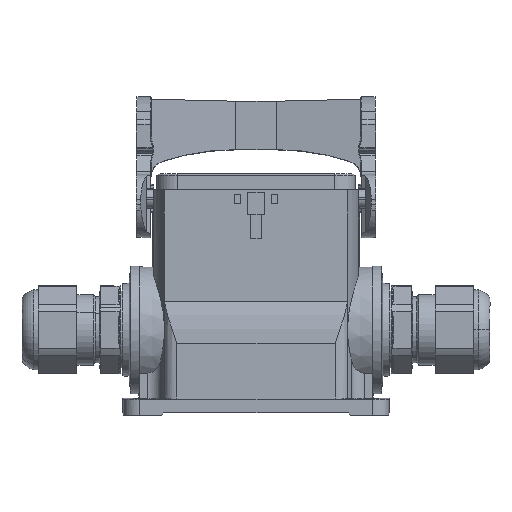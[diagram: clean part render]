
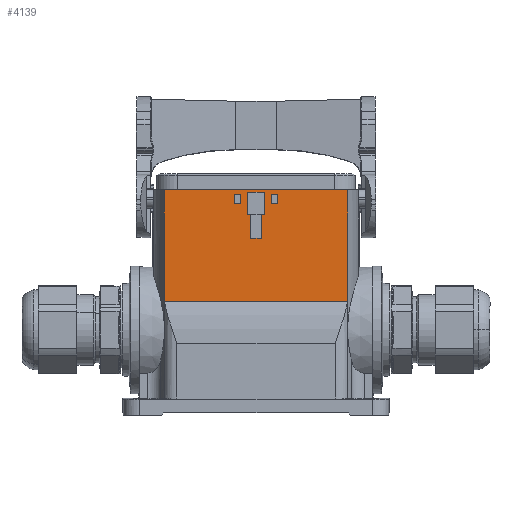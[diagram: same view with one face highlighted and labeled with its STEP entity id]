
A CAD part, front view. The second image highlights one B-rep face of the part: STEP entity #4139.
In plain terms, the highlighted planar face has unit normal (0, -1, 0).
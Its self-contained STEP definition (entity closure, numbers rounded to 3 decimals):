
#3340=FACE_BOUND('',#5985,.T.);
#3341=FACE_BOUND('',#5986,.T.);
#3342=FACE_BOUND('',#5987,.T.);
#3343=FACE_BOUND('',#5988,.T.);
#4139=ADVANCED_FACE('',(#3340,#3341,#3342,#3343),#4813,.T.);
#4813=PLANE('',#18455);
#5985=EDGE_LOOP('',(#7792,#7793,#7794,#7795));
#5986=EDGE_LOOP('',(#7796,#7797,#7798,#7799));
#5987=EDGE_LOOP('',(#7800,#7801,#7802,#7803,#7804,#7805,#7806,#7807));
#5988=EDGE_LOOP('',(#7808,#7809,#7810,#7811));
#7792=ORIENTED_EDGE('',*,*,#12715,.F.);
#7793=ORIENTED_EDGE('',*,*,#12716,.F.);
#7794=ORIENTED_EDGE('',*,*,#12717,.F.);
#7795=ORIENTED_EDGE('',*,*,#12718,.F.);
#7796=ORIENTED_EDGE('',*,*,#12719,.F.);
#7797=ORIENTED_EDGE('',*,*,#12720,.T.);
#7798=ORIENTED_EDGE('',*,*,#12601,.T.);
#7799=ORIENTED_EDGE('',*,*,#12721,.T.);
#7800=ORIENTED_EDGE('',*,*,#12722,.T.);
#7801=ORIENTED_EDGE('',*,*,#12723,.T.);
#7802=ORIENTED_EDGE('',*,*,#12724,.T.);
#7803=ORIENTED_EDGE('',*,*,#12725,.T.);
#7804=ORIENTED_EDGE('',*,*,#12726,.T.);
#7805=ORIENTED_EDGE('',*,*,#12727,.T.);
#7806=ORIENTED_EDGE('',*,*,#12728,.T.);
#7807=ORIENTED_EDGE('',*,*,#12729,.T.);
#7808=ORIENTED_EDGE('',*,*,#12730,.F.);
#7809=ORIENTED_EDGE('',*,*,#12731,.F.);
#7810=ORIENTED_EDGE('',*,*,#12732,.F.);
#7811=ORIENTED_EDGE('',*,*,#12733,.F.);
#11079=VERTEX_POINT('',#25199);
#11080=VERTEX_POINT('',#25201);
#11166=VERTEX_POINT('',#25542);
#11167=VERTEX_POINT('',#25543);
#11168=VERTEX_POINT('',#25545);
#11169=VERTEX_POINT('',#25547);
#11170=VERTEX_POINT('',#25550);
#11171=VERTEX_POINT('',#25551);
#11172=VERTEX_POINT('',#25555);
#11173=VERTEX_POINT('',#25556);
#11174=VERTEX_POINT('',#25558);
#11175=VERTEX_POINT('',#25560);
#11176=VERTEX_POINT('',#25562);
#11177=VERTEX_POINT('',#25564);
#11178=VERTEX_POINT('',#25566);
#11179=VERTEX_POINT('',#25568);
#11180=VERTEX_POINT('',#25571);
#11181=VERTEX_POINT('',#25572);
#11182=VERTEX_POINT('',#25574);
#11183=VERTEX_POINT('',#25576);
#12601=EDGE_CURVE('',#11080,#11079,#15480,.T.);
#12715=EDGE_CURVE('',#11166,#11167,#15539,.T.);
#12716=EDGE_CURVE('',#11168,#11166,#15540,.T.);
#12717=EDGE_CURVE('',#11169,#11168,#15541,.T.);
#12718=EDGE_CURVE('',#11167,#11169,#15542,.T.);
#12719=EDGE_CURVE('',#11170,#11171,#15543,.T.);
#12720=EDGE_CURVE('',#11170,#11080,#15544,.T.);
#12721=EDGE_CURVE('',#11079,#11171,#15545,.T.);
#12722=EDGE_CURVE('',#11172,#11173,#15546,.T.);
#12723=EDGE_CURVE('',#11173,#11174,#15547,.T.);
#12724=EDGE_CURVE('',#11174,#11175,#15548,.T.);
#12725=EDGE_CURVE('',#11175,#11176,#15549,.T.);
#12726=EDGE_CURVE('',#11176,#11177,#15550,.T.);
#12727=EDGE_CURVE('',#11177,#11178,#15551,.T.);
#12728=EDGE_CURVE('',#11178,#11179,#15552,.T.);
#12729=EDGE_CURVE('',#11179,#11172,#15553,.T.);
#12730=EDGE_CURVE('',#11180,#11181,#15554,.T.);
#12731=EDGE_CURVE('',#11182,#11180,#15555,.T.);
#12732=EDGE_CURVE('',#11183,#11182,#15556,.T.);
#12733=EDGE_CURVE('',#11181,#11183,#15557,.T.);
#15480=LINE('',#25200,#16630);
#15539=LINE('',#25541,#16689);
#15540=LINE('',#25544,#16690);
#15541=LINE('',#25546,#16691);
#15542=LINE('',#25548,#16692);
#15543=LINE('',#25549,#16693);
#15544=LINE('',#25552,#16694);
#15545=LINE('',#25553,#16695);
#15546=LINE('',#25554,#16696);
#15547=LINE('',#25557,#16697);
#15548=LINE('',#25559,#16698);
#15549=LINE('',#25561,#16699);
#15550=LINE('',#25563,#16700);
#15551=LINE('',#25565,#16701);
#15552=LINE('',#25567,#16702);
#15553=LINE('',#25569,#16703);
#15554=LINE('',#25570,#16704);
#15555=LINE('',#25573,#16705);
#15556=LINE('',#25575,#16706);
#15557=LINE('',#25577,#16707);
#16630=VECTOR('',#20592,1.);
#16689=VECTOR('',#20771,1.);
#16690=VECTOR('',#20772,1.);
#16691=VECTOR('',#20773,1.);
#16692=VECTOR('',#20774,1.);
#16693=VECTOR('',#20775,1.);
#16694=VECTOR('',#20776,1.);
#16695=VECTOR('',#20777,1.);
#16696=VECTOR('',#20778,1.);
#16697=VECTOR('',#20779,1.);
#16698=VECTOR('',#20780,1.);
#16699=VECTOR('',#20781,1.);
#16700=VECTOR('',#20782,1.);
#16701=VECTOR('',#20783,1.);
#16702=VECTOR('',#20784,1.);
#16703=VECTOR('',#20785,1.);
#16704=VECTOR('',#20786,1.);
#16705=VECTOR('',#20787,1.);
#16706=VECTOR('',#20788,1.);
#16707=VECTOR('',#20789,1.);
#18455=AXIS2_PLACEMENT_3D('',#25578,#20790,#20791);
#20592=DIRECTION('',(-1.,0.,0.));
#20771=DIRECTION('',(0.,0.,1.));
#20772=DIRECTION('',(1.,0.,0.));
#20773=DIRECTION('',(0.,0.,-1.));
#20774=DIRECTION('',(-1.,0.,0.));
#20775=DIRECTION('',(-1.,0.,0.));
#20776=DIRECTION('',(0.,0.,1.));
#20777=DIRECTION('',(0.,0.,-1.));
#20778=DIRECTION('',(0.017,0.,-1.));
#20779=DIRECTION('',(-1.,0.,0.));
#20780=DIRECTION('',(0.,0.,-1.));
#20781=DIRECTION('',(-1.,0.,0.));
#20782=DIRECTION('',(0.,0.,1.));
#20783=DIRECTION('',(-1.,0.,0.));
#20784=DIRECTION('',(0.017,0.,1.));
#20785=DIRECTION('',(1.,0.,0.));
#20786=DIRECTION('',(1.,0.,0.));
#20787=DIRECTION('',(0.,0.,-1.));
#20788=DIRECTION('',(-1.,0.,0.));
#20789=DIRECTION('',(0.,0.,1.));
#20790=DIRECTION('',(0.,-1.,0.));
#20791=DIRECTION('',(-1.,0.,0.));
#25199=CARTESIAN_POINT('',(-33.35,-22.5,5.7));
#25200=CARTESIAN_POINT('',(0.,-22.5,5.7));
#25201=CARTESIAN_POINT('',(33.35,-22.5,5.7));
#25541=CARTESIAN_POINT('',(-5.5,-22.5,5.7));
#25542=CARTESIAN_POINT('',(-5.5,-22.5,0.6));
#25543=CARTESIAN_POINT('',(-5.5,-22.5,4.));
#25544=CARTESIAN_POINT('',(-7.7,-22.5,0.6));
#25545=CARTESIAN_POINT('',(-7.7,-22.5,0.6));
#25546=CARTESIAN_POINT('',(-7.7,-22.5,4.));
#25547=CARTESIAN_POINT('',(-7.7,-22.5,4.));
#25548=CARTESIAN_POINT('',(-5.5,-22.5,4.));
#25549=CARTESIAN_POINT('',(33.35,-22.5,-35.001));
#25550=CARTESIAN_POINT('',(33.35,-22.5,-35.001));
#25551=CARTESIAN_POINT('',(-33.35,-22.5,-35.001));
#25552=CARTESIAN_POINT('',(33.35,-22.5,5.7));
#25553=CARTESIAN_POINT('',(-33.35,-22.5,5.7));
#25554=CARTESIAN_POINT('',(2.047,-22.5,-5.964));
#25555=CARTESIAN_POINT('',(1.86,-22.5,4.75));
#25556=CARTESIAN_POINT('',(2.001,-22.5,-3.285));
#25557=CARTESIAN_POINT('',(0.,-22.5,-3.285));
#25558=CARTESIAN_POINT('',(2.,-22.5,-3.285));
#25559=CARTESIAN_POINT('',(2.,-22.5,-6.));
#25560=CARTESIAN_POINT('',(2.,-22.5,-11.95));
#25561=CARTESIAN_POINT('',(0.,-22.5,-11.95));
#25562=CARTESIAN_POINT('',(-2.,-22.5,-11.95));
#25563=CARTESIAN_POINT('',(-2.,-22.5,-6.));
#25564=CARTESIAN_POINT('',(-2.,-22.5,-3.285));
#25565=CARTESIAN_POINT('',(0.,-22.5,-3.285));
#25566=CARTESIAN_POINT('',(-2.001,-22.5,-3.285));
#25567=CARTESIAN_POINT('',(-2.047,-22.5,-5.964));
#25568=CARTESIAN_POINT('',(-1.86,-22.5,4.75));
#25569=CARTESIAN_POINT('',(-2.,-22.5,4.75));
#25570=CARTESIAN_POINT('',(5.5,-22.5,0.6));
#25571=CARTESIAN_POINT('',(5.5,-22.5,0.6));
#25572=CARTESIAN_POINT('',(7.7,-22.5,0.6));
#25573=CARTESIAN_POINT('',(5.5,-22.5,4.));
#25574=CARTESIAN_POINT('',(5.5,-22.5,4.));
#25575=CARTESIAN_POINT('',(7.7,-22.5,4.));
#25576=CARTESIAN_POINT('',(7.7,-22.5,4.));
#25577=CARTESIAN_POINT('',(7.7,-22.5,0.6));
#25578=CARTESIAN_POINT('',(0.,-22.5,5.7));
